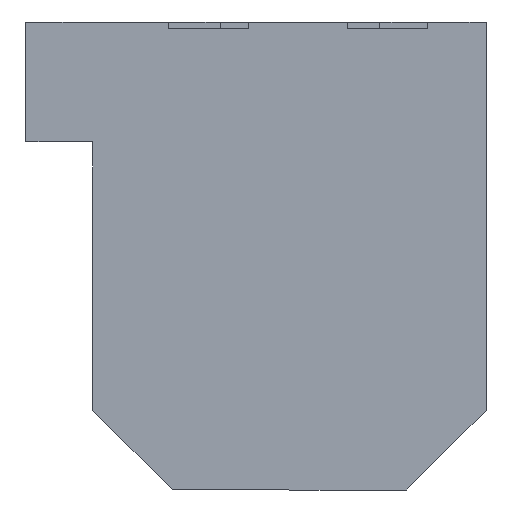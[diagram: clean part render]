
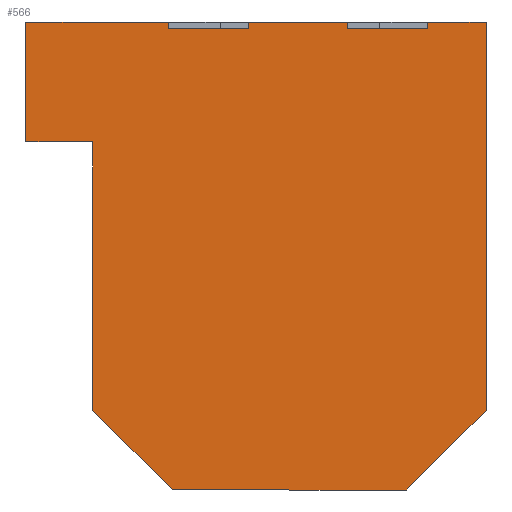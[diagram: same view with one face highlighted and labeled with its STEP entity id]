
A CAD part, front view. The second image highlights one B-rep face of the part: STEP entity #566.
In plain terms, the highlighted planar face has unit normal (0, -1, 0).
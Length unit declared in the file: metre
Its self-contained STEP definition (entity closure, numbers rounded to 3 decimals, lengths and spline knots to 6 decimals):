
#6 = VERTEX_POINT ( 'NONE', #202 ) ;
#8 = LINE ( 'NONE', #667, #329 ) ;
#14 = LINE ( 'NONE', #1008, #215 ) ;
#42 = EDGE_CURVE ( 'NONE', #852, #53, #353, .T. ) ;
#53 = VERTEX_POINT ( 'NONE', #594 ) ;
#72 = VECTOR ( 'NONE', #545, 1. ) ;
#75 = AXIS2_PLACEMENT_3D ( 'NONE', #923, #445, #1016 ) ;
#80 = EDGE_CURVE ( 'NONE', #205, #852, #442, .T. ) ;
#96 = CARTESIAN_POINT ( 'NONE',  ( -0.909739, 0., 0. ) ) ;
#101 = EDGE_CURVE ( 'NONE', #1063, #280, #208, .T. ) ;
#105 = VECTOR ( 'NONE', #112, 1. ) ;
#112 = DIRECTION ( 'NONE',  ( 0.707, 0., -0.707 ) ) ;
#115 = LINE ( 'NONE', #628, #124 ) ;
#124 = VECTOR ( 'NONE', #458, 1. ) ;
#138 = LINE ( 'NONE', #481, #1033 ) ;
#139 = EDGE_CURVE ( 'NONE', #211, #968, #671, .T. ) ;
#141 = CARTESIAN_POINT ( 'NONE',  ( -1.48, 0., -1.16 ) ) ;
#145 = DIRECTION ( 'NONE',  ( 1., 0., 0. ) ) ;
#155 = CARTESIAN_POINT ( 'NONE',  ( -1.981992, 0., 1.76 ) ) ;
#160 = LINE ( 'NONE', #979, #375 ) ;
#161 = VECTOR ( 'NONE', #493, 1. ) ;
#179 = FACE_OUTER_BOUND ( 'NONE', #935, .T. ) ;
#186 = EDGE_CURVE ( 'NONE', #6, #525, #160, .T. ) ;
#190 = DIRECTION ( 'NONE',  ( -1., 0., 0. ) ) ;
#196 = CARTESIAN_POINT ( 'NONE',  ( -1.981992, 0., 1.76 ) ) ;
#200 = ORIENTED_EDGE ( 'NONE', *, *, #186, .F. ) ;
#202 = CARTESIAN_POINT ( 'NONE',  ( -0.309739, 0., 1.76 ) ) ;
#205 = VERTEX_POINT ( 'NONE', #155 ) ;
#208 = LINE ( 'NONE', #467, #72 ) ;
#211 = VERTEX_POINT ( 'NONE', #328 ) ;
#215 = VECTOR ( 'NONE', #607, 1. ) ;
#225 = CARTESIAN_POINT ( 'NONE',  ( -1.48, 0., 0.85761 ) ) ;
#228 = ORIENTED_EDGE ( 'NONE', *, *, #1057, .F. ) ;
#230 = CARTESIAN_POINT ( 'NONE',  ( -0.88, 0., -1.76 ) ) ;
#235 = ORIENTED_EDGE ( 'NONE', *, *, #80, .F. ) ;
#268 = DIRECTION ( 'NONE',  ( 0., 0., -1. ) ) ;
#280 = VERTEX_POINT ( 'NONE', #614 ) ;
#282 = VERTEX_POINT ( 'NONE', #783 ) ;
#283 = LINE ( 'NONE', #952, #827 ) ;
#286 = VECTOR ( 'NONE', #268, 1. ) ;
#295 = ORIENTED_EDGE ( 'NONE', *, *, #756, .T. ) ;
#321 = EDGE_CURVE ( 'NONE', #282, #477, #698, .T. ) ;
#328 = CARTESIAN_POINT ( 'NONE',  ( 0.88, 0., -1.76 ) ) ;
#329 = VECTOR ( 'NONE', #352, 1. ) ;
#352 = DIRECTION ( 'NONE',  ( 1., 0., 0. ) ) ;
#353 = LINE ( 'NONE', #96, #286 ) ;
#371 = ORIENTED_EDGE ( 'NONE', *, *, #738, .F. ) ;
#372 = DIRECTION ( 'NONE',  ( 1., 0., 0. ) ) ;
#375 = VECTOR ( 'NONE', #145, 1. ) ;
#414 = EDGE_CURVE ( 'NONE', #875, #1063, #498, .T. ) ;
#417 = PLANE ( 'NONE',  #75 ) ;
#421 = DIRECTION ( 'NONE',  ( -1., 0., 0. ) ) ;
#423 = EDGE_CURVE ( 'NONE', #447, #6, #896, .T. ) ;
#424 = CARTESIAN_POINT ( 'NONE',  ( 1.04, 0., 1.76 ) ) ;
#439 = CARTESIAN_POINT ( 'NONE',  ( 0.44, 0., 1.76 ) ) ;
#442 = LINE ( 'NONE', #769, #959 ) ;
#445 = DIRECTION ( 'NONE',  ( 0., -1., 0. ) ) ;
#447 = VERTEX_POINT ( 'NONE', #674 ) ;
#458 = DIRECTION ( 'NONE',  ( 0., 0., 1. ) ) ;
#461 = VECTOR ( 'NONE', #759, 1. ) ;
#464 = ORIENTED_EDGE ( 'NONE', *, *, #42, .F. ) ;
#467 = CARTESIAN_POINT ( 'NONE',  ( -1.48, 0., 0.85761 ) ) ;
#477 = VERTEX_POINT ( 'NONE', #424 ) ;
#481 = CARTESIAN_POINT ( 'NONE',  ( 1.48, 0., 1.76 ) ) ;
#483 = VECTOR ( 'NONE', #421, 1. ) ;
#493 = DIRECTION ( 'NONE',  ( 0., 0., 1. ) ) ;
#494 = ORIENTED_EDGE ( 'NONE', *, *, #101, .F. ) ;
#498 = LINE ( 'NONE', #651, #1065 ) ;
#525 = VERTEX_POINT ( 'NONE', #439 ) ;
#536 = DIRECTION ( 'NONE',  ( 0., 0., 1. ) ) ;
#538 = ORIENTED_EDGE ( 'NONE', *, *, #321, .F. ) ;
#545 = DIRECTION ( 'NONE',  ( -1., 0., 0. ) ) ;
#561 = VERTEX_POINT ( 'NONE', #757 ) ;
#566 = ADVANCED_FACE ( 'NONE', ( #179 ), #417, .T. ) ;
#570 = DIRECTION ( 'NONE',  ( 0., 0., 1. ) ) ;
#582 = CARTESIAN_POINT ( 'NONE',  ( -1.48, 0., -1.76 ) ) ;
#594 = CARTESIAN_POINT ( 'NONE',  ( -0.909739, 0., 1.71 ) ) ;
#607 = DIRECTION ( 'NONE',  ( 0.707, 0., 0.707 ) ) ;
#611 = CARTESIAN_POINT ( 'NONE',  ( 0., 0., 1.71 ) ) ;
#614 = CARTESIAN_POINT ( 'NONE',  ( -1.981992, 0., 0.85761 ) ) ;
#628 = CARTESIAN_POINT ( 'NONE',  ( 0.44, 0., 1.71 ) ) ;
#630 = CARTESIAN_POINT ( 'NONE',  ( 1.48, 0., 1.76 ) ) ;
#638 = ORIENTED_EDGE ( 'NONE', *, *, #139, .F. ) ;
#646 = EDGE_CURVE ( 'NONE', #211, #561, #14, .T. ) ;
#647 = ORIENTED_EDGE ( 'NONE', *, *, #646, .T. ) ;
#651 = CARTESIAN_POINT ( 'NONE',  ( -1.48, 0., 0.85761 ) ) ;
#667 = CARTESIAN_POINT ( 'NONE',  ( -1.48, 0., 1.76 ) ) ;
#669 = EDGE_CURVE ( 'NONE', #477, #972, #8, .T. ) ;
#671 = LINE ( 'NONE', #582, #483 ) ;
#672 = DIRECTION ( 'NONE',  ( 0., 0., -1. ) ) ;
#674 = CARTESIAN_POINT ( 'NONE',  ( -0.309739, 0., 1.71 ) ) ;
#698 = LINE ( 'NONE', #915, #461 ) ;
#701 = ORIENTED_EDGE ( 'NONE', *, *, #758, .F. ) ;
#729 = CARTESIAN_POINT ( 'NONE',  ( -0.909739, 0., 1.76 ) ) ;
#738 = EDGE_CURVE ( 'NONE', #885, #282, #283, .T. ) ;
#749 = EDGE_CURVE ( 'NONE', #875, #968, #780, .T. ) ;
#756 = EDGE_CURVE ( 'NONE', #447, #53, #1021, .T. ) ;
#757 = CARTESIAN_POINT ( 'NONE',  ( 1.48, 0., -1.16 ) ) ;
#758 = EDGE_CURVE ( 'NONE', #280, #205, #938, .T. ) ;
#759 = DIRECTION ( 'NONE',  ( 0., 0., 1. ) ) ;
#766 = ORIENTED_EDGE ( 'NONE', *, *, #423, .F. ) ;
#769 = CARTESIAN_POINT ( 'NONE',  ( -1.48, 0., 1.76 ) ) ;
#780 = LINE ( 'NONE', #853, #105 ) ;
#783 = CARTESIAN_POINT ( 'NONE',  ( 1.04, 0., 1.71 ) ) ;
#796 = ORIENTED_EDGE ( 'NONE', *, *, #838, .T. ) ;
#807 = CARTESIAN_POINT ( 'NONE',  ( 0.44, 0., 1.71 ) ) ;
#827 = VECTOR ( 'NONE', #372, 1. ) ;
#838 = EDGE_CURVE ( 'NONE', #885, #525, #115, .T. ) ;
#839 = VECTOR ( 'NONE', #536, 1. ) ;
#852 = VERTEX_POINT ( 'NONE', #729 ) ;
#853 = CARTESIAN_POINT ( 'NONE',  ( -1.32, 0., -1.32 ) ) ;
#875 = VERTEX_POINT ( 'NONE', #141 ) ;
#885 = VERTEX_POINT ( 'NONE', #807 ) ;
#896 = LINE ( 'NONE', #1062, #161 ) ;
#915 = CARTESIAN_POINT ( 'NONE',  ( 1.04, 0., 1.71 ) ) ;
#923 = CARTESIAN_POINT ( 'NONE',  ( 0., 0., 0. ) ) ;
#931 = ORIENTED_EDGE ( 'NONE', *, *, #669, .F. ) ;
#935 = EDGE_LOOP ( 'NONE', ( #796, #200, #766, #295, #464, #235, #701, #494, #1058, #937, #638, #647, #228, #931, #538, #371 ) ) ;
#937 = ORIENTED_EDGE ( 'NONE', *, *, #749, .T. ) ;
#938 = LINE ( 'NONE', #196, #839 ) ;
#952 = CARTESIAN_POINT ( 'NONE',  ( 0.44, 0., 1.71 ) ) ;
#959 = VECTOR ( 'NONE', #1032, 1. ) ;
#968 = VERTEX_POINT ( 'NONE', #230 ) ;
#972 = VERTEX_POINT ( 'NONE', #630 ) ;
#979 = CARTESIAN_POINT ( 'NONE',  ( -1.48, 0., 1.76 ) ) ;
#1008 = CARTESIAN_POINT ( 'NONE',  ( 1.32, 0., -1.32 ) ) ;
#1016 = DIRECTION ( 'NONE',  ( 0., 0., -1. ) ) ;
#1021 = LINE ( 'NONE', #611, #1069 ) ;
#1032 = DIRECTION ( 'NONE',  ( 1., 0., 0. ) ) ;
#1033 = VECTOR ( 'NONE', #672, 1. ) ;
#1057 = EDGE_CURVE ( 'NONE', #972, #561, #138, .T. ) ;
#1058 = ORIENTED_EDGE ( 'NONE', *, *, #414, .F. ) ;
#1062 = CARTESIAN_POINT ( 'NONE',  ( -0.309739, 0., 0. ) ) ;
#1063 = VERTEX_POINT ( 'NONE', #225 ) ;
#1065 = VECTOR ( 'NONE', #570, 1. ) ;
#1069 = VECTOR ( 'NONE', #190, 1. ) ;
